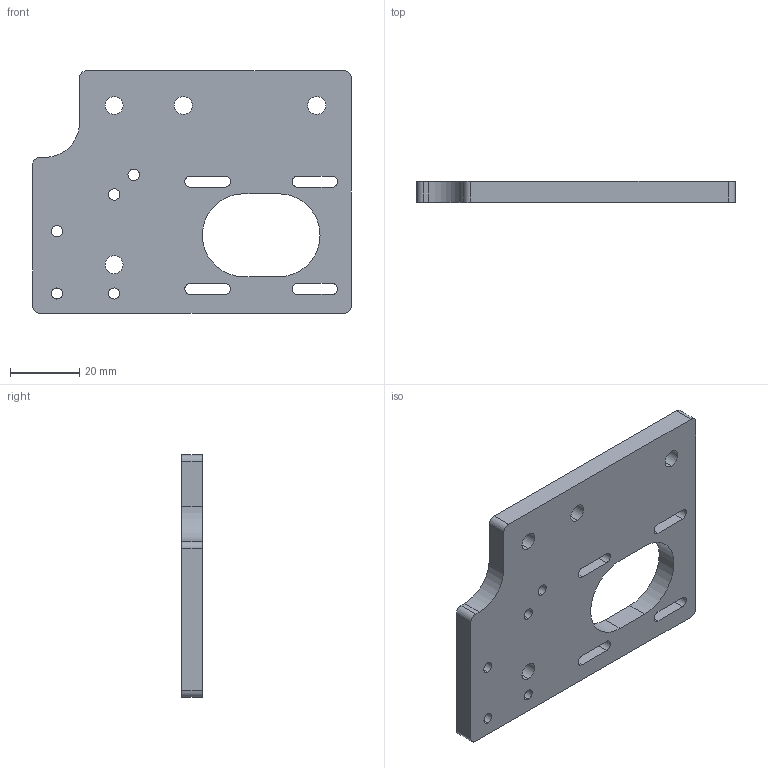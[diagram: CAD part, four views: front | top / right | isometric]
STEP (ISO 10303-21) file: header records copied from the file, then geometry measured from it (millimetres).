
FILE_DESCRIPTION (( 'STEP AP214' ), '1' );
FILE_NAME ('machined_left_motor_corner_bracket.STEP', '2020-04-11T07:36:54', ( '' ), ( '' ), 'SwSTEP 2.0', 'SolidWorks 2019', '' );
FILE_SCHEMA (( 'AUTOMOTIVE_DESIGN' ));
Length unit declared in the file: millimetre
Products named in the file (1): machined_left_motor_corner_bracket
Bounding box: 92 x 6 x 70 mm (x, y, z)
Volume: 30498.7 mm3; surface area: 14256.8 mm2
Topology: 1 solids, 1 shells, 64 faces, 174 edges, 116 vertices
Faces by surface type: cylinder 42, plane 22
Entity records: 2218 total; most frequent: DIRECTION 388, CARTESIAN_POINT 355, ORIENTED_EDGE 348, EDGE_CURVE 174, AXIS2_PLACEMENT_3D 149, VERTEX_POINT 116, EDGE_LOOP 96, VECTOR 90
